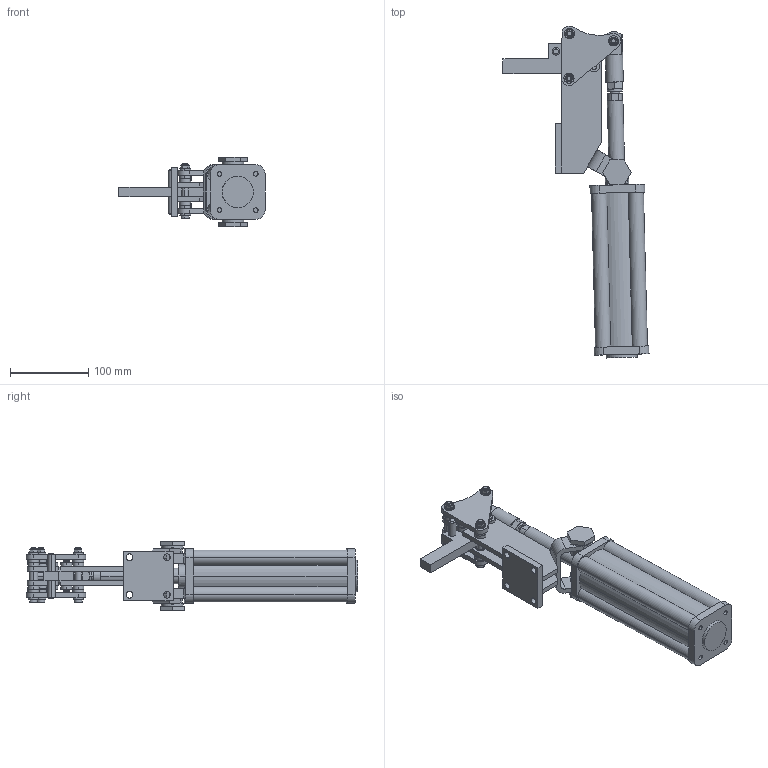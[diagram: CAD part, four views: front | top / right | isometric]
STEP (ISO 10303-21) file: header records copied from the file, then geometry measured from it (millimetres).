
FILE_DESCRIPTION (( 'STEP AP214' ), '1' );
FILE_NAME ('V750X-3D.STEP', '2014-02-19T08:29:05', ( 'andy' ), ( 'Hewlett-Packard Company' ), 'SwSTEP 2.0', 'SolidWorks 2014', '' );
FILE_SCHEMA (( 'AUTOMOTIVE_DESIGN' ));
Length unit declared in the file: millimetre
Products named in the file (1): V750X-3D
Bounding box: 186.88 x 424.74 x 89.55 mm (x, y, z)
Volume: 1181592.8 mm3; surface area: 237308.8 mm2
Topology: 55 solids, 55 shells, 817 faces, 1859 edges, 1209 vertices
Faces by surface type: cylinder 392, plane 295, cone 106, bspline 24
Entity records: 25013 total; most frequent: CARTESIAN_POINT 5314, DIRECTION 4247, ORIENTED_EDGE 3714, EDGE_CURVE 1857, AXIS2_PLACEMENT_3D 1732, VERTEX_POINT 1209, EDGE_LOOP 994, CIRCLE 938
